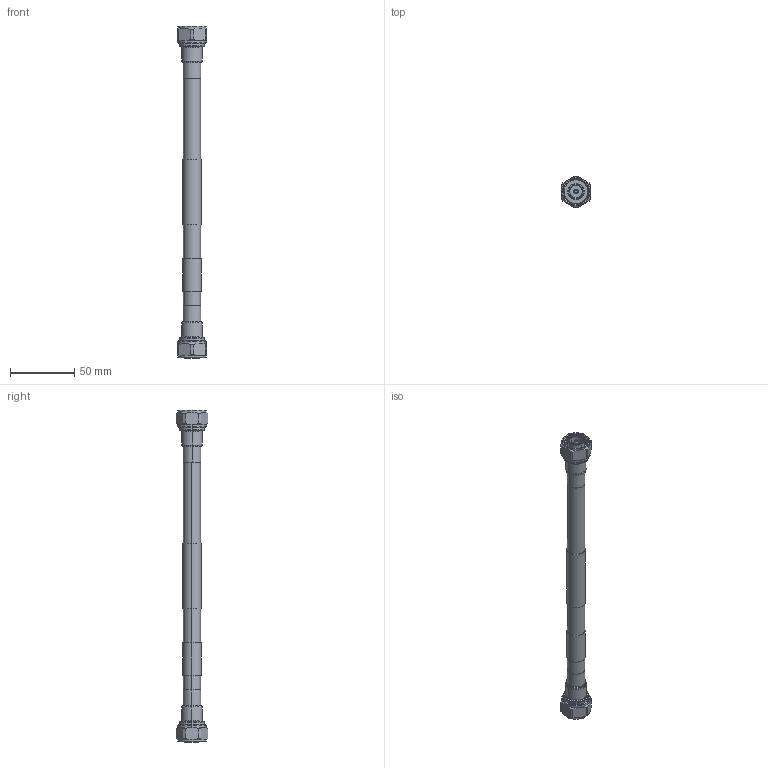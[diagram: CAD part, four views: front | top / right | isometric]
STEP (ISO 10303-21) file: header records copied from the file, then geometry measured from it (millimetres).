
FILE_DESCRIPTION (( 'STEP AP214' ), '1' );
FILE_NAME ('LCCA31026.step', '2022-10-04T19:15:59', ( '' ), ( '' ), 'SwSTEP 2.0', 'SolidWorks 2021', '' );
FILE_SCHEMA (( 'AUTOMOTIVE_DESIGN' ));
Length unit declared in the file: inch
Products named in the file (3): LCCA31026; SPO-500^LCCA31026_SPO-500; Copy of TC-500-4310M-LP-LC^LCCA31026
Assembly tree (3 placements, depth 2):
  LCCA31026
    SPO-500^LCCA31026_SPO-500
    Copy of TC-500-4310M-LP-LC^LCCA31026  x2
Bounding box: 22 x 24.49 x 259 mm (x, y, z)
Volume: 37037.9 mm3; surface area: 24734.2 mm2
Topology: 11 solids, 11 shells, 314 faces, 682 edges, 422 vertices
Faces by surface type: cylinder 142, plane 68, cone 58, torus 40, bspline 6
Entity records: 6141 total; most frequent: CARTESIAN_POINT 2253, DIRECTION 823, ORIENTED_EDGE 712, EDGE_CURVE 356, AXIS2_PLACEMENT_3D 356, VERTEX_POINT 221, CIRCLE 188, EDGE_LOOP 187
